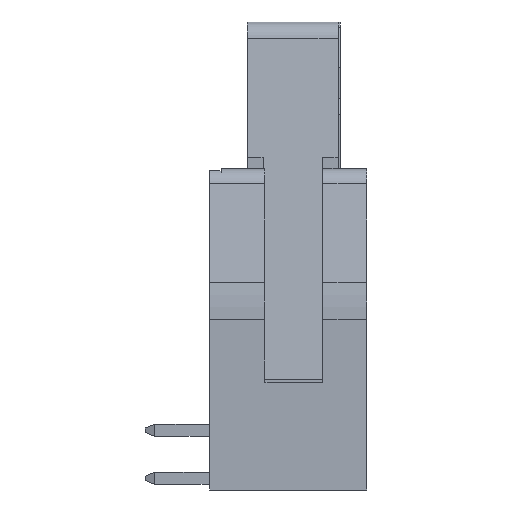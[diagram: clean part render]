
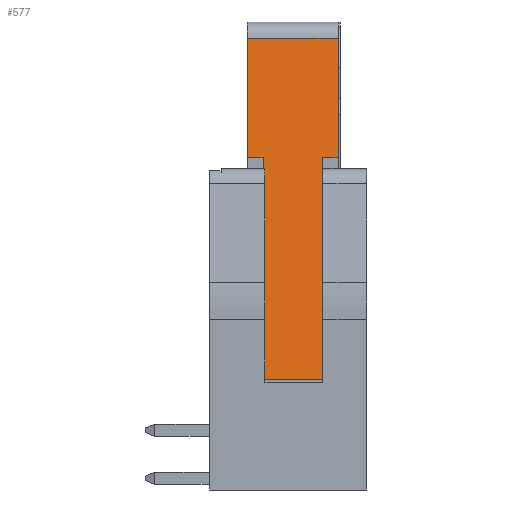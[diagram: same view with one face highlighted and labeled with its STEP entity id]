
A CAD part, left-side view. The second image highlights one B-rep face of the part: STEP entity #577.
In plain terms, the highlighted face is planar.
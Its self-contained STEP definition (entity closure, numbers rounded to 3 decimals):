
#577 = ADVANCED_FACE( '', ( #1242 ), #1243, .T. );
#1242 = FACE_OUTER_BOUND( '', #2111, .T. );
#1243 = PLANE( '', #2112 );
#2111 = EDGE_LOOP( '', ( #3157, #3158, #3159, #3160, #3161, #3162, #3163, #3164 ) );
#2112 = AXIS2_PLACEMENT_3D( '', #3165, #3166, #3167 );
#3157 = ORIENTED_EDGE( '', *, *, #5731, .T. );
#3158 = ORIENTED_EDGE( '', *, *, #5732, .F. );
#3159 = ORIENTED_EDGE( '', *, *, #5733, .F. );
#3160 = ORIENTED_EDGE( '', *, *, #5734, .T. );
#3161 = ORIENTED_EDGE( '', *, *, #5735, .F. );
#3162 = ORIENTED_EDGE( '', *, *, #5736, .F. );
#3163 = ORIENTED_EDGE( '', *, *, #5737, .T. );
#3164 = ORIENTED_EDGE( '', *, *, #5738, .F. );
#3165 = CARTESIAN_POINT( '', ( 2.278, -2.4, 11.55 ) );
#3166 = DIRECTION( '', ( 0.991, 0., 0.13 ) );
#3167 = DIRECTION( '', ( 0.13, 0., -0.991 ) );
#5731 = EDGE_CURVE( '', #6944, #6945, #6946, .T. );
#5732 = EDGE_CURVE( '', #6947, #6945, #6948, .T. );
#5733 = EDGE_CURVE( '', #6949, #6947, #6950, .T. );
#5734 = EDGE_CURVE( '', #6949, #6951, #6952, .T. );
#5735 = EDGE_CURVE( '', #6953, #6951, #6954, .T. );
#5736 = EDGE_CURVE( '', #6955, #6953, #6956, .T. );
#5737 = EDGE_CURVE( '', #6955, #6957, #6958, .T. );
#5738 = EDGE_CURVE( '', #6944, #6957, #6959, .T. );
#6944 = VERTEX_POINT( '', #8678 );
#6945 = VERTEX_POINT( '', #8679 );
#6946 = LINE( '', #8680, #8681 );
#6947 = VERTEX_POINT( '', #8682 );
#6948 = LINE( '', #8683, #8684 );
#6949 = VERTEX_POINT( '', #8685 );
#6950 = LINE( '', #8686, #8687 );
#6951 = VERTEX_POINT( '', #8688 );
#6952 = LINE( '', #8689, #8690 );
#6953 = VERTEX_POINT( '', #8691 );
#6954 = LINE( '', #8692, #8693 );
#6955 = VERTEX_POINT( '', #8694 );
#6956 = LINE( '', #8695, #8696 );
#6957 = VERTEX_POINT( '', #8697 );
#6958 = LINE( '', #8698, #8699 );
#6959 = LINE( '', #8700, #8701 );
#8678 = CARTESIAN_POINT( '', ( 3.107, 1.57, 5.248 ) );
#8679 = CARTESIAN_POINT( '', ( 3.107, 2.4, 5.248 ) );
#8680 = CARTESIAN_POINT( '', ( 3.107, 1.57, 5.248 ) );
#8681 = VECTOR( '', #10740, 1000. );
#8682 = CARTESIAN_POINT( '', ( 2.278, 2.4, 11.55 ) );
#8683 = CARTESIAN_POINT( '', ( 2.278, 2.4, 11.55 ) );
#8684 = VECTOR( '', #10741, 1000. );
#8685 = CARTESIAN_POINT( '', ( 2.278, -2.4, 11.55 ) );
#8686 = CARTESIAN_POINT( '', ( 2.278, -2.4, 11.55 ) );
#8687 = VECTOR( '', #10742, 1000. );
#8688 = CARTESIAN_POINT( '', ( 3.107, -2.4, 5.248 ) );
#8689 = CARTESIAN_POINT( '', ( 2.278, -2.4, 11.55 ) );
#8690 = VECTOR( '', #10743, 1000. );
#8691 = CARTESIAN_POINT( '', ( 3.107, -1.57, 5.248 ) );
#8692 = CARTESIAN_POINT( '', ( 3.107, -1.57, 5.248 ) );
#8693 = VECTOR( '', #10744, 1000. );
#8694 = CARTESIAN_POINT( '', ( 4.65, -1.57, -6.49 ) );
#8695 = CARTESIAN_POINT( '', ( 3.107, -1.57, 5.248 ) );
#8696 = VECTOR( '', #10745, 1000. );
#8697 = CARTESIAN_POINT( '', ( 4.65, 1.57, -6.49 ) );
#8698 = CARTESIAN_POINT( '', ( 4.65, -2.4, -6.49 ) );
#8699 = VECTOR( '', #10746, 1000. );
#8700 = CARTESIAN_POINT( '', ( 3.107, 1.57, 5.248 ) );
#8701 = VECTOR( '', #10747, 1000. );
#10740 = DIRECTION( '', ( 0., 1., 0. ) );
#10741 = DIRECTION( '', ( 0.13, 0., -0.991 ) );
#10742 = DIRECTION( '', ( 0., 1., 0. ) );
#10743 = DIRECTION( '', ( 0.13, 0., -0.991 ) );
#10744 = DIRECTION( '', ( 0., -1., 0. ) );
#10745 = DIRECTION( '', ( -0.13, 0., 0.991 ) );
#10746 = DIRECTION( '', ( 0., 1., 0. ) );
#10747 = DIRECTION( '', ( 0.13, 0., -0.991 ) );
